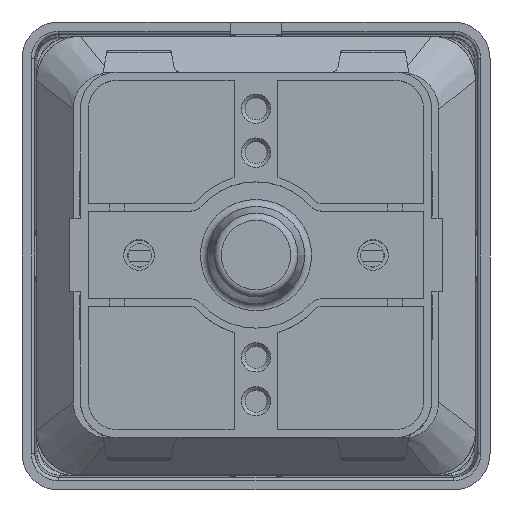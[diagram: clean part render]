
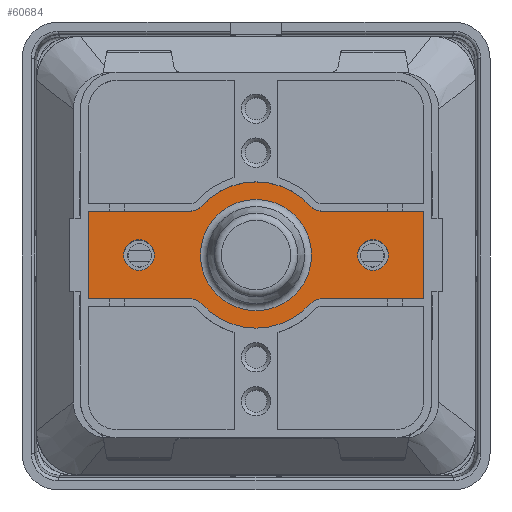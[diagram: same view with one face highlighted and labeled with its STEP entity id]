
A CAD part, top view. The second image highlights one B-rep face of the part: STEP entity #60684.
In plain terms, the highlighted planar face has unit normal (0, 0, 1).
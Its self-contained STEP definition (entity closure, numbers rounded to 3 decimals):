
#2035=LINE('',#110149,#8966);
#2036=LINE('',#110152,#8967);
#2037=LINE('',#110154,#8968);
#2038=LINE('',#110162,#8969);
#2039=LINE('',#110164,#8970);
#2040=LINE('',#110166,#8971);
#8966=VECTOR('',#92028,1000.);
#8967=VECTOR('',#92029,1000.);
#8968=VECTOR('',#92030,1000.);
#8969=VECTOR('',#92037,1000.);
#8970=VECTOR('',#92038,1000.);
#8971=VECTOR('',#92039,1000.);
#17582=ORIENTED_EDGE('',*,*,#34793,.T.);
#17583=ORIENTED_EDGE('',*,*,#34791,.T.);
#17584=ORIENTED_EDGE('',*,*,#34831,.T.);
#17585=ORIENTED_EDGE('',*,*,#34832,.T.);
#17586=ORIENTED_EDGE('',*,*,#34833,.T.);
#17587=ORIENTED_EDGE('',*,*,#34834,.T.);
#17588=ORIENTED_EDGE('',*,*,#34835,.T.);
#17589=ORIENTED_EDGE('',*,*,#34836,.T.);
#17590=ORIENTED_EDGE('',*,*,#34837,.T.);
#17591=ORIENTED_EDGE('',*,*,#34838,.T.);
#17592=ORIENTED_EDGE('',*,*,#34839,.T.);
#17593=ORIENTED_EDGE('',*,*,#34840,.T.);
#17594=ORIENTED_EDGE('',*,*,#34841,.T.);
#17595=ORIENTED_EDGE('',*,*,#34842,.T.);
#17596=ORIENTED_EDGE('',*,*,#34789,.T.);
#34789=EDGE_CURVE('',#43594,#43594,#49060,.T.);
#34791=EDGE_CURVE('',#43596,#43596,#49062,.T.);
#34793=EDGE_CURVE('',#43598,#43598,#49064,.T.);
#34831=EDGE_CURVE('',#43636,#43637,#2035,.T.);
#34832=EDGE_CURVE('',#43637,#43638,#2036,.T.);
#34833=EDGE_CURVE('',#43638,#43639,#2037,.T.);
#34834=EDGE_CURVE('',#43639,#43640,#49078,.T.);
#34835=EDGE_CURVE('',#43640,#43641,#49079,.T.);
#34836=EDGE_CURVE('',#43641,#43642,#49080,.T.);
#34837=EDGE_CURVE('',#43642,#43643,#2038,.T.);
#34838=EDGE_CURVE('',#43643,#43644,#2039,.T.);
#34839=EDGE_CURVE('',#43644,#43645,#2040,.T.);
#34840=EDGE_CURVE('',#43645,#43646,#49081,.T.);
#34841=EDGE_CURVE('',#43646,#43647,#49082,.T.);
#34842=EDGE_CURVE('',#43647,#43636,#49083,.T.);
#43594=VERTEX_POINT('',#110053);
#43596=VERTEX_POINT('',#110058);
#43598=VERTEX_POINT('',#110063);
#43636=VERTEX_POINT('',#110150);
#43637=VERTEX_POINT('',#110151);
#43638=VERTEX_POINT('',#110153);
#43639=VERTEX_POINT('',#110155);
#43640=VERTEX_POINT('',#110157);
#43641=VERTEX_POINT('',#110159);
#43642=VERTEX_POINT('',#110161);
#43643=VERTEX_POINT('',#110163);
#43644=VERTEX_POINT('',#110165);
#43645=VERTEX_POINT('',#110167);
#43646=VERTEX_POINT('',#110169);
#43647=VERTEX_POINT('',#110171);
#49060=CIRCLE('',#85499,7.607);
#49062=CIRCLE('',#85502,2.1);
#49064=CIRCLE('',#85505,2.1);
#49078=CIRCLE('',#85530,2.);
#49079=CIRCLE('',#85531,10.);
#49080=CIRCLE('',#85532,2.);
#49081=CIRCLE('',#85533,2.);
#49082=CIRCLE('',#85534,10.);
#49083=CIRCLE('',#85535,2.);
#50745=EDGE_LOOP('',(#17582));
#50746=EDGE_LOOP('',(#17583));
#50747=EDGE_LOOP('',(#17584,#17585,#17586,#17587,#17588,#17589,#17590,#17591,
#17592,#17593,#17594,#17595));
#50748=EDGE_LOOP('',(#17596));
#54488=FACE_BOUND('',#50745,.T.);
#54489=FACE_BOUND('',#50746,.T.);
#54490=FACE_BOUND('',#50747,.T.);
#54491=FACE_BOUND('',#50748,.T.);
#57895=PLANE('',#85529);
#60684=ADVANCED_FACE('',(#54488,#54489,#54490,#54491),#57895,.F.);
#85499=AXIS2_PLACEMENT_3D('',#110052,#91942,#91943);
#85502=AXIS2_PLACEMENT_3D('',#110057,#91948,#91949);
#85505=AXIS2_PLACEMENT_3D('',#110062,#91954,#91955);
#85529=AXIS2_PLACEMENT_3D('',#110148,#92026,#92027);
#85530=AXIS2_PLACEMENT_3D('',#110156,#92031,#92032);
#85531=AXIS2_PLACEMENT_3D('',#110158,#92033,#92034);
#85532=AXIS2_PLACEMENT_3D('',#110160,#92035,#92036);
#85533=AXIS2_PLACEMENT_3D('',#110168,#92040,#92041);
#85534=AXIS2_PLACEMENT_3D('',#110170,#92042,#92043);
#85535=AXIS2_PLACEMENT_3D('',#110172,#92044,#92045);
#91942=DIRECTION('',(0.,0.,-1.));
#91943=DIRECTION('',(-1.,0.,0.));
#91948=DIRECTION('',(0.,0.,-1.));
#91949=DIRECTION('',(-1.,0.,0.));
#91954=DIRECTION('',(0.,0.,-1.));
#91955=DIRECTION('',(-1.,0.,0.));
#92026=DIRECTION('',(0.,0.,-1.));
#92027=DIRECTION('',(-1.,0.,0.));
#92028=DIRECTION('',(1.,0.,0.));
#92029=DIRECTION('',(0.,1.,0.));
#92030=DIRECTION('',(-1.,0.,0.));
#92031=DIRECTION('',(0.,0.,-1.));
#92032=DIRECTION('',(0.,1.,0.));
#92033=DIRECTION('',(0.,0.,1.));
#92034=DIRECTION('',(0.,-1.,0.));
#92035=DIRECTION('',(0.,0.,-1.));
#92036=DIRECTION('',(0.,1.,0.));
#92037=DIRECTION('',(-1.,0.,0.));
#92038=DIRECTION('',(0.,-1.,0.));
#92039=DIRECTION('',(1.,0.,0.));
#92040=DIRECTION('',(0.,0.,-1.));
#92041=DIRECTION('',(0.,1.,0.));
#92042=DIRECTION('',(0.,0.,1.));
#92043=DIRECTION('',(0.,1.,0.));
#92044=DIRECTION('',(0.,0.,-1.));
#92045=DIRECTION('',(0.,-1.,0.));
#110052=CARTESIAN_POINT('',(0.,0.,
38.));
#110053=CARTESIAN_POINT('',(-7.607,0.,38.));
#110057=CARTESIAN_POINT('',(16.,0.,38.));
#110058=CARTESIAN_POINT('',(13.9,0.,38.));
#110062=CARTESIAN_POINT('',(-16.,0.,38.));
#110063=CARTESIAN_POINT('',(-18.1,0.,38.));
#110148=CARTESIAN_POINT('',(8.944,8.,38.));
#110149=CARTESIAN_POINT('',(8.944,-6.,38.));
#110150=CARTESIAN_POINT('',(8.944,-6.,38.));
#110151=CARTESIAN_POINT('',(22.9,-6.,38.));
#110152=CARTESIAN_POINT('',(22.9,-6.,38.));
#110153=CARTESIAN_POINT('',(22.9,6.,38.));
#110154=CARTESIAN_POINT('',(8.944,6.,38.));
#110155=CARTESIAN_POINT('',(8.944,6.,38.));
#110156=CARTESIAN_POINT('',(8.944,8.,38.));
#110157=CARTESIAN_POINT('',(7.454,6.667,38.));
#110158=CARTESIAN_POINT('',(0.,0.,
38.));
#110159=CARTESIAN_POINT('',(-7.454,6.667,38.));
#110160=CARTESIAN_POINT('',(-8.944,8.,38.));
#110161=CARTESIAN_POINT('',(-8.944,6.,38.));
#110162=CARTESIAN_POINT('',(-22.9,6.,38.));
#110163=CARTESIAN_POINT('',(-22.9,6.,38.));
#110164=CARTESIAN_POINT('',(-22.9,6.,38.));
#110165=CARTESIAN_POINT('',(-22.9,-6.,38.));
#110166=CARTESIAN_POINT('',(-22.9,-6.,38.));
#110167=CARTESIAN_POINT('',(-8.944,-6.,38.));
#110168=CARTESIAN_POINT('',(-8.944,-8.,38.));
#110169=CARTESIAN_POINT('',(-7.454,-6.667,38.));
#110170=CARTESIAN_POINT('',(0.,0.,
38.));
#110171=CARTESIAN_POINT('',(7.454,-6.667,38.));
#110172=CARTESIAN_POINT('',(8.944,-8.,38.));
